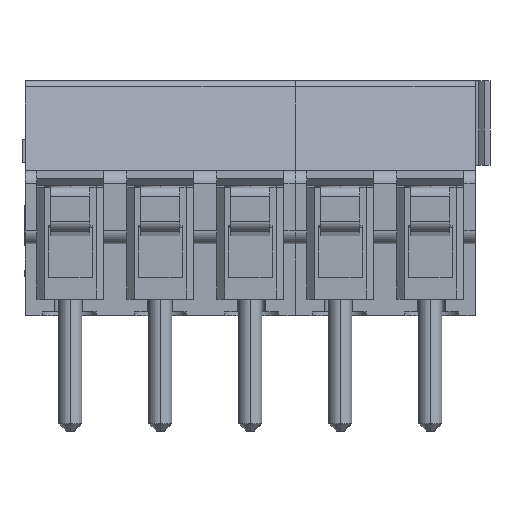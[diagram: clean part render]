
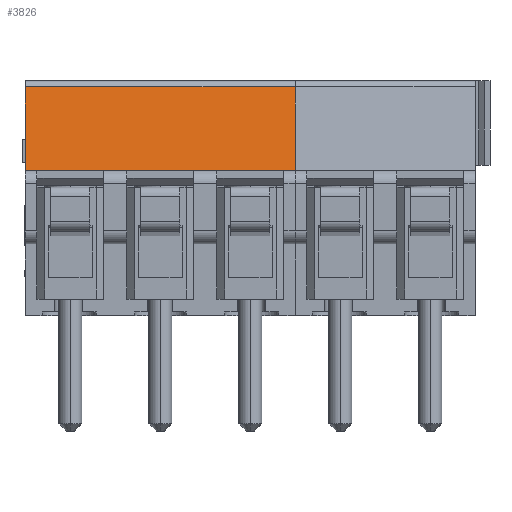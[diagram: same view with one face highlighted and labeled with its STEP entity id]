
A CAD part, front view. The second image highlights one B-rep face of the part: STEP entity #3826.
In plain terms, the highlighted planar face has unit normal (0, -0.985, 0.174).
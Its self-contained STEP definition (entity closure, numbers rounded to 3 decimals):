
#3826=ADVANCED_FACE('',(#7801),#7802,.F.);
#7801=FACE_OUTER_BOUND('',#11896,.T.);
#7802=PLANE('',#11897);
#11896=EDGE_LOOP('',(#24187,#24188,#24189,#24190));
#11897=AXIS2_PLACEMENT_3D('',#24191,#24192,#24193);
#24187=ORIENTED_EDGE('',*,*,#29868,.F.);
#24188=ORIENTED_EDGE('',*,*,#28259,.F.);
#24189=ORIENTED_EDGE('',*,*,#29866,.T.);
#24190=ORIENTED_EDGE('',*,*,#29812,.F.);
#24191=CARTESIAN_POINT('',(5.577,0.562,6.));
#24192=DIRECTION('',(0.0,0.985,-0.174));
#24193=DIRECTION('',(0.0,0.174,0.985));
#28259=EDGE_CURVE('',#34895,#34897,#34898,.T.);
#29812=EDGE_CURVE('',#37182,#37184,#37185,.T.);
#29866=EDGE_CURVE('',#34895,#37184,#37264,.T.);
#29868=EDGE_CURVE('',#34897,#37182,#37266,.T.);
#34895=VERTEX_POINT('',#45069);
#34897=VERTEX_POINT('',#45072);
#34898=LINE('',#45073,#45074);
#37182=VERTEX_POINT('',#48560);
#37184=VERTEX_POINT('',#48562);
#37185=LINE('',#48563,#48564);
#37264=LINE('',#48677,#48678);
#37266=LINE('',#48680,#48681);
#45069=CARTESIAN_POINT('',(0.,0.5,5.65));
#45072=CARTESIAN_POINT('',(0.,1.073,8.902));
#45073=CARTESIAN_POINT('',(0.,0.198,3.938));
#45074=VECTOR('',#52622,1.0);
#48560=CARTESIAN_POINT('',(10.5,1.073,8.902));
#48562=CARTESIAN_POINT('',(10.5,0.5,5.65));
#48563=CARTESIAN_POINT('',(10.5,0.198,3.938));
#48564=VECTOR('',#53957,1.0);
#48677=CARTESIAN_POINT('',(2.421,0.5,5.65));
#48678=VECTOR('',#54010,1.0);
#48680=CARTESIAN_POINT('',(2.421,1.073,8.902));
#48681=VECTOR('',#54011,1.0);
#52622=DIRECTION('',(0.0,0.174,0.985));
#53957=DIRECTION('',(0.0,-0.174,-0.985));
#54010=DIRECTION('',(1.0,0.0,0.0));
#54011=DIRECTION('',(1.0,0.0,0.0));
